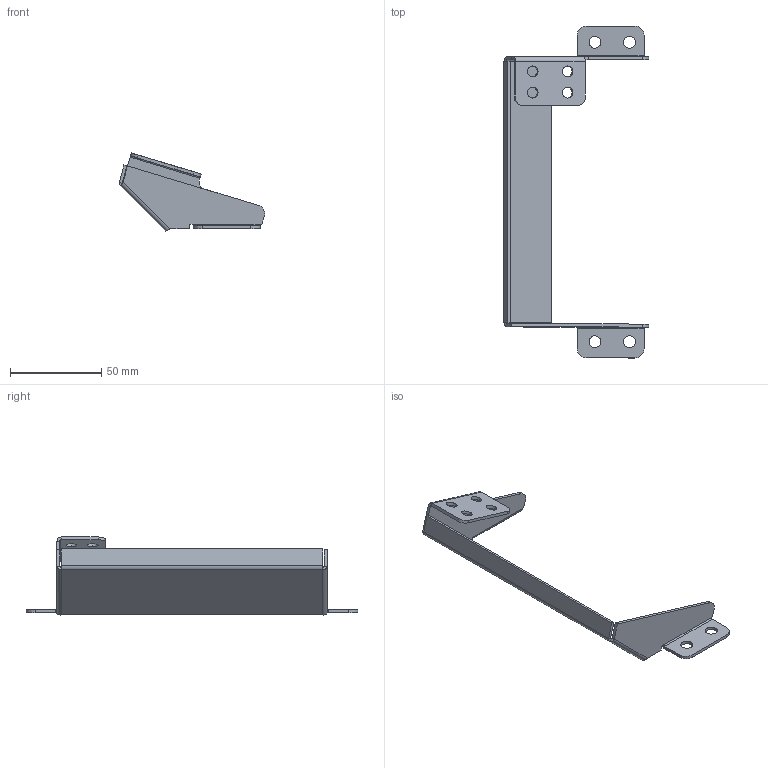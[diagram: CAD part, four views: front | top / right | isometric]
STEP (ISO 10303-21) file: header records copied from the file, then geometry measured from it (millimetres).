
FILE_DESCRIPTION (( 'STEP AP214' ), '1' );
FILE_NAME ('25 - pan front.STEP', '2016-11-26T22:37:49', ( '' ), ( '' ), 'SwSTEP 2.0', 'SolidWorks 2014', '' );
FILE_SCHEMA (( 'AUTOMOTIVE_DESIGN' ));
Length unit declared in the file: millimetre
Products named in the file (1): 25 - pan front
Bounding box: 79.84 x 182.38 x 42.87 mm (x, y, z)
Volume: 19736.5 mm3; surface area: 25396 mm2
Topology: 1 solids, 1 shells, 92 faces, 222 edges, 132 vertices
Faces by surface type: plane 51, cylinder 37, bspline 4
Entity records: 2894 total; most frequent: CARTESIAN_POINT 675, DIRECTION 458, ORIENTED_EDGE 444, EDGE_CURVE 222, AXIS2_PLACEMENT_3D 155, VECTOR 148, LINE 148, VERTEX_POINT 132
